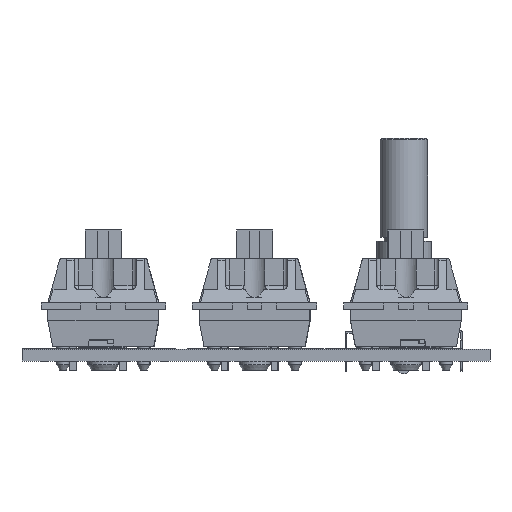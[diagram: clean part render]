
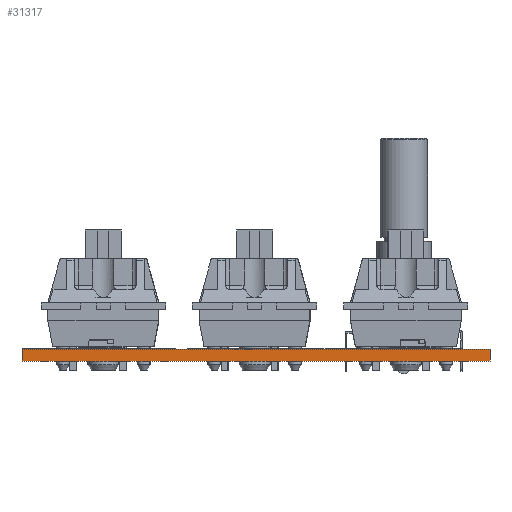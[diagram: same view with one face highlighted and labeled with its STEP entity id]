
A CAD part, front view. The second image highlights one B-rep face of the part: STEP entity #31317.
In plain terms, the highlighted planar face has unit normal (0, -1, 0).
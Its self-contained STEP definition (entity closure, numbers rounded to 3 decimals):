
#31317 = ADVANCED_FACE('',(#31318),#31352,.T.);
#31318 = FACE_BOUND('',#31319,.T.);
#31319 = EDGE_LOOP('',(#31320,#31330,#31338,#31346));
#31320 = ORIENTED_EDGE('',*,*,#31321,.T.);
#31321 = EDGE_CURVE('',#31322,#31324,#31326,.T.);
#31322 = VERTEX_POINT('',#31323);
#31323 = CARTESIAN_POINT('',(201.,-123.,0.));
#31324 = VERTEX_POINT('',#31325);
#31325 = CARTESIAN_POINT('',(201.,-123.,1.51));
#31326 = LINE('',#31327,#31328);
#31327 = CARTESIAN_POINT('',(201.,-123.,0.));
#31328 = VECTOR('',#31329,1.);
#31329 = DIRECTION('',(0.,0.,1.));
#31330 = ORIENTED_EDGE('',*,*,#31331,.T.);
#31331 = EDGE_CURVE('',#31324,#31332,#31334,.T.);
#31332 = VERTEX_POINT('',#31333);
#31333 = CARTESIAN_POINT('',(142.,-123.,1.51));
#31334 = LINE('',#31335,#31336);
#31335 = CARTESIAN_POINT('',(201.,-123.,1.51));
#31336 = VECTOR('',#31337,1.);
#31337 = DIRECTION('',(-1.,0.,0.));
#31338 = ORIENTED_EDGE('',*,*,#31339,.F.);
#31339 = EDGE_CURVE('',#31340,#31332,#31342,.T.);
#31340 = VERTEX_POINT('',#31341);
#31341 = CARTESIAN_POINT('',(142.,-123.,0.));
#31342 = LINE('',#31343,#31344);
#31343 = CARTESIAN_POINT('',(142.,-123.,0.));
#31344 = VECTOR('',#31345,1.);
#31345 = DIRECTION('',(0.,0.,1.));
#31346 = ORIENTED_EDGE('',*,*,#31347,.F.);
#31347 = EDGE_CURVE('',#31322,#31340,#31348,.T.);
#31348 = LINE('',#31349,#31350);
#31349 = CARTESIAN_POINT('',(201.,-123.,0.));
#31350 = VECTOR('',#31351,1.);
#31351 = DIRECTION('',(-1.,0.,0.));
#31352 = PLANE('',#31353);
#31353 = AXIS2_PLACEMENT_3D('',#31354,#31355,#31356);
#31354 = CARTESIAN_POINT('',(201.,-123.,0.));
#31355 = DIRECTION('',(0.,-1.,0.));
#31356 = DIRECTION('',(-1.,0.,0.));
